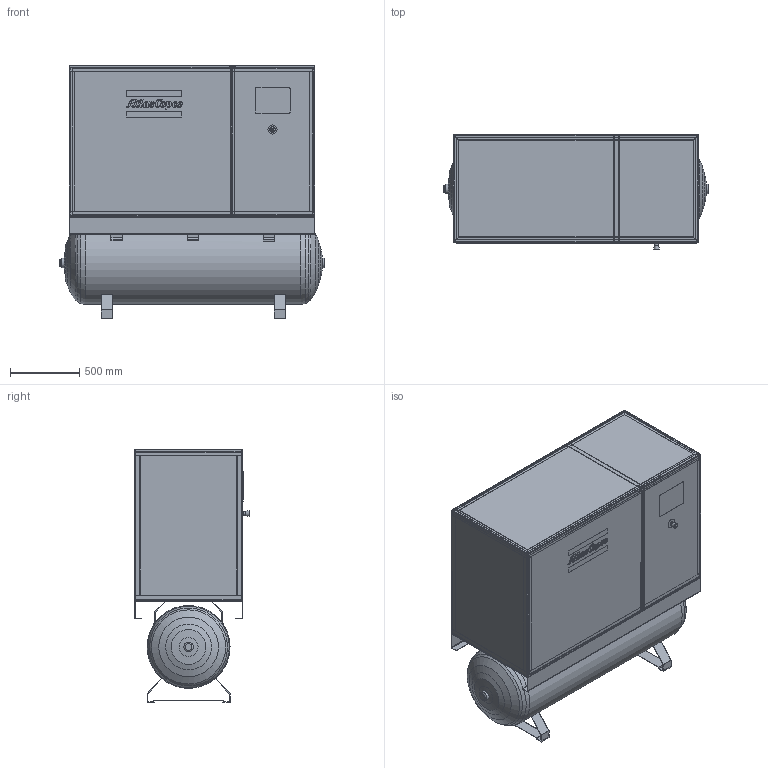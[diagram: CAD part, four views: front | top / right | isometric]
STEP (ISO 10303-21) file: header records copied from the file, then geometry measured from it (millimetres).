
FILE_DESCRIPTION(('FreeCAD Model'),'2;1');
FILE_NAME('Open CASCADE Shape Model','2025-05-09T08:27:36',('FreeCAD'),( 'FreeCAD'),'Open CASCADE STEP processor 7.6','FreeCAD','Unknown');
FILE_SCHEMA(('AUTOMOTIVE_DESIGN { 1 0 10303 214 1 1 1 1 }'));
Length unit declared in the file: millimetre
Products named in the file (1): Open CASCADE STEP translator 7.6 1
Bounding box: 1921.33 x 835.47 x 1826.5 mm (x, y, z)
Volume: 531745701.6 mm3; surface area: 25171001.4 mm2
Topology: 32 solids, 33 shells, 1353 faces, 3760 edges, 2471 vertices
Faces by surface type: plane 1233, cylinder 94, cone 25, revolution 1
Full cylindrical faces by diameter (mm): 48.162 x1, 65.641 x1, 68.335 x1, 69.103 x1, 600 x1
Entity records: 42285 total; most frequent: CARTESIAN_POINT 8136, ORIENTED_EDGE 7517, DIRECTION 6363, EDGE_CURVE 3759, LINE 3460, VECTOR 3460, VERTEX_POINT 2471, AXIS2_PLACEMENT_3D 1451
